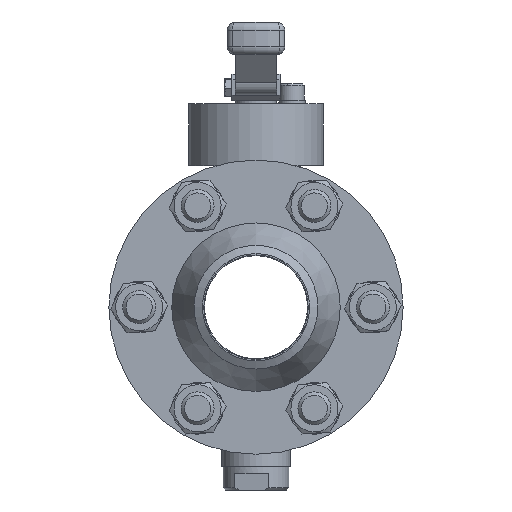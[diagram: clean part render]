
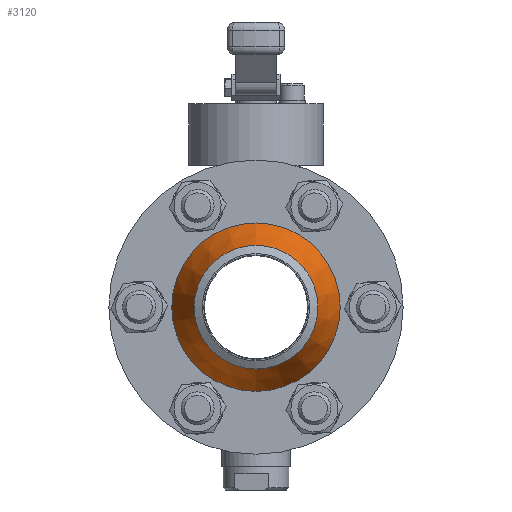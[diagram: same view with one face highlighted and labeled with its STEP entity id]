
A CAD part, left-side view. The second image highlights one B-rep face of the part: STEP entity #3120.
In plain terms, the highlighted conical face has half-angle 24 degrees and reference radius 53.133 mm.
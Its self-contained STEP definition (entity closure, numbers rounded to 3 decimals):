
#3120=ADVANCED_FACE('',(#8879,#8881),#8883,.T.);
#8879=FACE_OUTER_BOUND('',#8880,.T.);
#8880=EDGE_LOOP('',(#13647));
#8881=FACE_OUTER_BOUND('',#8882,.T.);
#8882=EDGE_LOOP('',(#13648));
#8883=CONICAL_SURFACE('',#8884,53.133,0.419);
#8884=AXIS2_PLACEMENT_3D('',#8885,#8886,#8887);
#8885=CARTESIAN_POINT('',(-106.268,0.,0.));
#8886=DIRECTION('',(1.,0.,0.));
#8887=DIRECTION('',(0.,-0.866,-0.5));
#13647=ORIENTED_EDGE('',*,*,#15479,.T.);
#13648=ORIENTED_EDGE('',*,*,#15602,.F.);
#15479=EDGE_CURVE('',#17341,#17341,#17342,.T.);
#15602=EDGE_CURVE('',#17545,#17545,#17546,.T.);
#17341=VERTEX_POINT('',#23067);
#17342=CIRCLE('',#23068,61.267);
#17545=VERTEX_POINT('',#23586);
#17546=CIRCLE('',#23587,45.);
#23067=CARTESIAN_POINT('',(-88.,53.059,30.633));
#23068=AXIS2_PLACEMENT_3D('',#23069,#23070,#23071);
#23069=CARTESIAN_POINT('',(-88.,0.,0.));
#23070=DIRECTION('',(-1.,0.,0.));
#23071=DIRECTION('',(0.,0.866,0.5));
#23586=CARTESIAN_POINT('',(-124.536,38.971,22.5));
#23587=AXIS2_PLACEMENT_3D('',#23588,#23589,#23590);
#23588=CARTESIAN_POINT('',(-124.536,0.,0.));
#23589=DIRECTION('',(-1.,0.,0.));
#23590=DIRECTION('',(0.,0.866,0.5));
